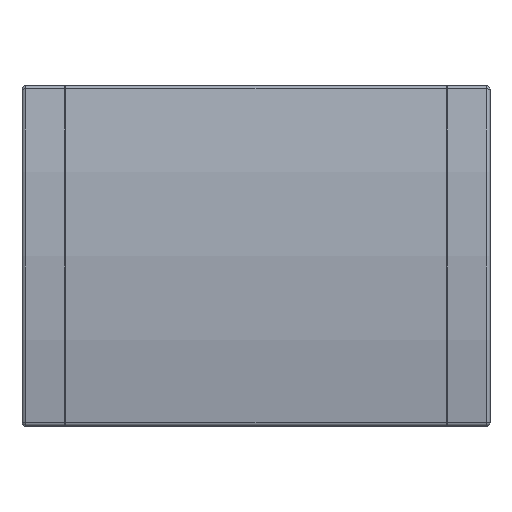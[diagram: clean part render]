
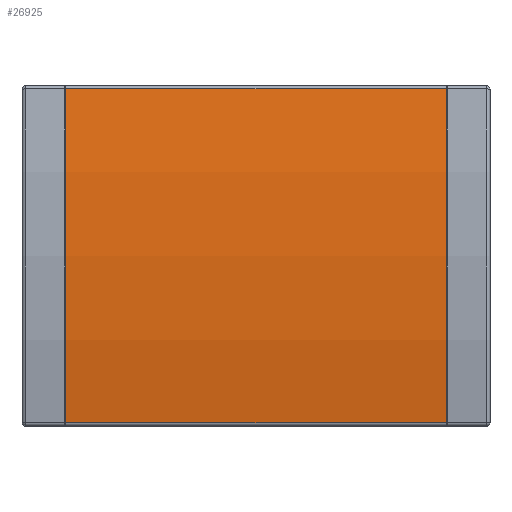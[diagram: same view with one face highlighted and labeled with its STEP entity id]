
A CAD part, top view. The second image highlights one B-rep face of the part: STEP entity #26925.
In plain terms, the highlighted cylindrical face has radius 1151.61 mm (diameter 2303.21 mm), a partial arc.
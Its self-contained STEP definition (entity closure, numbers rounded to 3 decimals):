
#18985=CARTESIAN_POINT('',(223.5,0.,-1094.069));
#18986=DIRECTION('',(1.,0.,0.));
#18987=DIRECTION('',(0.,0.17,0.985));
#18988=AXIS2_PLACEMENT_3D('',#18985,#18986,#18987);
#18990=DIRECTION('',(-1.,0.,0.));
#18991=VECTOR('',#18990,447.);
#18992=CARTESIAN_POINT('',(223.5,-196.267,40.69));
#18993=LINE('',#18992,#18991);
#18994=CARTESIAN_POINT('',(-223.5,0.,-1094.069));
#18995=DIRECTION('',(1.,0.,0.));
#18996=DIRECTION('',(0.,0.17,0.985));
#18997=AXIS2_PLACEMENT_3D('',#18994,#18995,#18996);
#18999=DIRECTION('',(-1.,0.,0.));
#19000=VECTOR('',#18999,447.);
#19001=CARTESIAN_POINT('',(223.5,196.267,40.69));
#19002=LINE('',#19001,#19000);
#23623=CARTESIAN_POINT('',(223.5,196.267,40.69));
#23624=CARTESIAN_POINT('',(223.5,-196.267,40.69));
#23625=VERTEX_POINT('',#23623);
#23626=VERTEX_POINT('',#23624);
#23631=CARTESIAN_POINT('',(-223.5,196.267,40.69));
#23632=CARTESIAN_POINT('',(-223.5,-196.267,40.69));
#23633=VERTEX_POINT('',#23631);
#23634=VERTEX_POINT('',#23632);
#26910=CARTESIAN_POINT('',(-275.,0.,-1094.069));
#26911=DIRECTION('',(1.,0.,0.));
#26912=DIRECTION('',(0.,1.,0.));
#26913=AXIS2_PLACEMENT_3D('',#26910,#26911,#26912);
#26914=CYLINDRICAL_SURFACE('',#26913,1151.607);
#26916=ORIENTED_EDGE('',*,*,#26915,.T.);
#26918=ORIENTED_EDGE('',*,*,#26917,.T.);
#26920=ORIENTED_EDGE('',*,*,#26919,.F.);
#26922=ORIENTED_EDGE('',*,*,#26921,.F.);
#26923=EDGE_LOOP('',(#26916,#26918,#26920,#26922));
#26924=FACE_OUTER_BOUND('',#26923,.F.);
#26925=ADVANCED_FACE('',(#26924),#26914,.T.);
#18989=CIRCLE('',#18988,1151.607);
#18998=CIRCLE('',#18997,1151.607);
#26915=EDGE_CURVE('',#23625,#23626,#18989,.T.);
#26917=EDGE_CURVE('',#23626,#23634,#18993,.T.);
#26919=EDGE_CURVE('',#23633,#23634,#18998,.T.);
#26921=EDGE_CURVE('',#23625,#23633,#19002,.T.);
